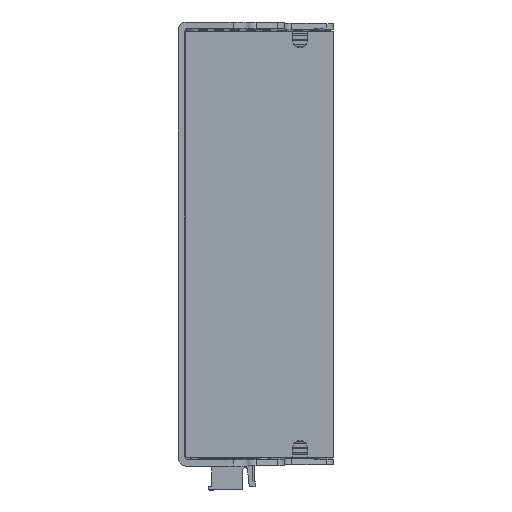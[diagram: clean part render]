
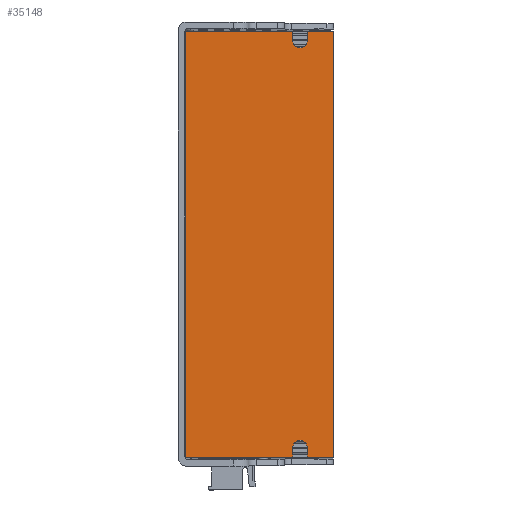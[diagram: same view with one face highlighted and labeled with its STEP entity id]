
A CAD part, left-side view. The second image highlights one B-rep face of the part: STEP entity #35148.
In plain terms, the highlighted planar face has unit normal (-1, 0, 0).
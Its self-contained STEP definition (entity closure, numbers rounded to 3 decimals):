
#284 = CARTESIAN_POINT ( 'NONE',  ( -175.009, -96.951, 15.835 ) ) ;
#444 = VECTOR ( 'NONE', #50784, 1000. ) ;
#545 = DIRECTION ( 'NONE',  ( 0., 0., 1. ) ) ;
#728 = LINE ( 'NONE', #284, #15248 ) ;
#1176 = VERTEX_POINT ( 'NONE', #38730 ) ;
#1785 = VECTOR ( 'NONE', #13322, 1000. ) ;
#2191 = DIRECTION ( 'NONE',  ( 0., 0., 1. ) ) ;
#2506 = DIRECTION ( 'NONE',  ( 0., 0., -1. ) ) ;
#3112 = EDGE_CURVE ( 'NONE', #12794, #1176, #54596, .T. ) ;
#3357 = LINE ( 'NONE', #30867, #59985 ) ;
#3714 = CARTESIAN_POINT ( 'NONE',  ( -175.009, -86.451, -112.915 ) ) ;
#3853 = VERTEX_POINT ( 'NONE', #31762 ) ;
#5246 = DIRECTION ( 'NONE',  ( -1., 0., 0. ) ) ;
#7279 = EDGE_CURVE ( 'NONE', #55080, #25043, #38368, .T. ) ;
#7443 = CARTESIAN_POINT ( 'NONE',  ( -175.009, -88.701, 15.835 ) ) ;
#8226 = VECTOR ( 'NONE', #50020, 1000. ) ;
#8445 = CARTESIAN_POINT ( 'NONE',  ( -175.009, -84.201, 12.835 ) ) ;
#9088 = CARTESIAN_POINT ( 'NONE',  ( -175.009, -84.201, 15.835 ) ) ;
#9192 = AXIS2_PLACEMENT_3D ( 'NONE', #30367, #68751, #35905 ) ;
#9550 = VECTOR ( 'NONE', #19191, 1000. ) ;
#11032 = LINE ( 'NONE', #53857, #67743 ) ;
#11641 = CARTESIAN_POINT ( 'NONE',  ( -175.009, -50.451, 15.835 ) ) ;
#12292 = VERTEX_POINT ( 'NONE', #52271 ) ;
#12393 = CARTESIAN_POINT ( 'NONE',  ( -175.009, -81.598, -118.165 ) ) ;
#12794 = VERTEX_POINT ( 'NONE', #3714 ) ;
#13322 = DIRECTION ( 'NONE',  ( 0., 0., -1. ) ) ;
#13498 = DIRECTION ( 'NONE',  ( -1., 0., 0. ) ) ;
#13514 = ORIENTED_EDGE ( 'NONE', *, *, #45945, .F. ) ;
#13750 = VECTOR ( 'NONE', #60002, 1000. ) ;
#14130 = LINE ( 'NONE', #38908, #28795 ) ;
#14166 = EDGE_CURVE ( 'NONE', #50131, #12794, #37890, .T. ) ;
#14457 = DIRECTION ( 'NONE',  ( 0., 1., 0. ) ) ;
#14965 = LINE ( 'NONE', #12393, #444 ) ;
#15248 = VECTOR ( 'NONE', #32927, 1000. ) ;
#15256 = CARTESIAN_POINT ( 'NONE',  ( -175.009, -88.701, -115.165 ) ) ;
#15282 = CARTESIAN_POINT ( 'NONE',  ( -175.009, -86.451, -115.165 ) ) ;
#16130 = CARTESIAN_POINT ( 'NONE',  ( -175.009, -84.201, -118.165 ) ) ;
#16278 = LINE ( 'NONE', #46215, #1785 ) ;
#19191 = DIRECTION ( 'NONE',  ( 0., 1., 0. ) ) ;
#19302 = EDGE_CURVE ( 'NONE', #68081, #3853, #3357, .T. ) ;
#22163 = ORIENTED_EDGE ( 'NONE', *, *, #64770, .F. ) ;
#22351 = VECTOR ( 'NONE', #70681, 1000. ) ;
#23026 = EDGE_CURVE ( 'NONE', #3853, #12292, #50247, .T. ) ;
#24376 = ORIENTED_EDGE ( 'NONE', *, *, #23026, .T. ) ;
#25043 = VERTEX_POINT ( 'NONE', #48198 ) ;
#25486 = CARTESIAN_POINT ( 'NONE',  ( -175.009, -86.451, 12.835 ) ) ;
#26127 = EDGE_CURVE ( 'NONE', #61713, #50131, #57606, .T. ) ;
#26511 = DIRECTION ( 'NONE',  ( 0., 0., -1. ) ) ;
#28795 = VECTOR ( 'NONE', #545, 1000. ) ;
#29120 = ORIENTED_EDGE ( 'NONE', *, *, #64346, .T. ) ;
#30367 = CARTESIAN_POINT ( 'NONE',  ( -175.009, -81.598, 15.835 ) ) ;
#30867 = CARTESIAN_POINT ( 'NONE',  ( -175.009, -81.598, 15.835 ) ) ;
#31000 = ORIENTED_EDGE ( 'NONE', *, *, #26127, .F. ) ;
#31633 = CARTESIAN_POINT ( 'NONE',  ( -175.009, -96.951, -118.165 ) ) ;
#31762 = CARTESIAN_POINT ( 'NONE',  ( -175.009, -50.451, 15.835 ) ) ;
#32927 = DIRECTION ( 'NONE',  ( 0., 0., -1. ) ) ;
#33499 = ORIENTED_EDGE ( 'NONE', *, *, #19302, .T. ) ;
#34031 = VERTEX_POINT ( 'NONE', #7443 ) ;
#35148 = ADVANCED_FACE ( 'NONE', ( #62326 ), #57244, .T. ) ;
#35472 = EDGE_CURVE ( 'NONE', #25043, #34031, #14130, .T. ) ;
#35905 = DIRECTION ( 'NONE',  ( 0., 0., 1. ) ) ;
#36557 = ORIENTED_EDGE ( 'NONE', *, *, #7279, .F. ) ;
#37890 = CIRCLE ( 'NONE', #57546, 2.25 ) ;
#38221 = VERTEX_POINT ( 'NONE', #31633 ) ;
#38368 = CIRCLE ( 'NONE', #70493, 2.25 ) ;
#38667 = LINE ( 'NONE', #48532, #22351 ) ;
#38730 = CARTESIAN_POINT ( 'NONE',  ( -175.009, -84.201, -115.165 ) ) ;
#38908 = CARTESIAN_POINT ( 'NONE',  ( -175.009, -88.701, 19.846 ) ) ;
#44326 = ORIENTED_EDGE ( 'NONE', *, *, #14166, .F. ) ;
#45072 = ORIENTED_EDGE ( 'NONE', *, *, #3112, .F. ) ;
#45099 = EDGE_CURVE ( 'NONE', #52469, #12292, #66273, .T. ) ;
#45705 = EDGE_LOOP ( 'NONE', ( #62895, #33499, #24376, #52277, #22163, #45072, #44326, #31000, #68118, #13514, #29120, #65856, #36557 ) ) ;
#45945 = EDGE_CURVE ( 'NONE', #58946, #38221, #728, .T. ) ;
#46215 = CARTESIAN_POINT ( 'NONE',  ( -175.009, -84.201, 19.846 ) ) ;
#46383 = CARTESIAN_POINT ( 'NONE',  ( -175.009, -86.451, -115.165 ) ) ;
#48198 = CARTESIAN_POINT ( 'NONE',  ( -175.009, -88.701, 12.835 ) ) ;
#48532 = CARTESIAN_POINT ( 'NONE',  ( -175.009, -81.598, 15.835 ) ) ;
#48729 = CARTESIAN_POINT ( 'NONE',  ( -175.009, -88.701, -122.176 ) ) ;
#50020 = DIRECTION ( 'NONE',  ( 0., 0., -1. ) ) ;
#50131 = VERTEX_POINT ( 'NONE', #15256 ) ;
#50247 = LINE ( 'NONE', #11641, #8226 ) ;
#50784 = DIRECTION ( 'NONE',  ( 0., 1., 0. ) ) ;
#51274 = CARTESIAN_POINT ( 'NONE',  ( -175.009, -88.701, -118.165 ) ) ;
#51918 = DIRECTION ( 'NONE',  ( 0., 0., -1. ) ) ;
#52271 = CARTESIAN_POINT ( 'NONE',  ( -175.009, -50.451, -118.165 ) ) ;
#52277 = ORIENTED_EDGE ( 'NONE', *, *, #45099, .F. ) ;
#52469 = VERTEX_POINT ( 'NONE', #16130 ) ;
#53857 = CARTESIAN_POINT ( 'NONE',  ( -175.009, -84.201, -122.176 ) ) ;
#54596 = CIRCLE ( 'NONE', #68598, 2.25 ) ;
#55080 = VERTEX_POINT ( 'NONE', #8445 ) ;
#55294 = DIRECTION ( 'NONE',  ( -1., 0., 0. ) ) ;
#57244 = PLANE ( 'NONE',  #9192 ) ;
#57539 = EDGE_CURVE ( 'NONE', #68081, #55080, #16278, .T. ) ;
#57546 = AXIS2_PLACEMENT_3D ( 'NONE', #46383, #13498, #51918 ) ;
#57606 = LINE ( 'NONE', #48729, #13750 ) ;
#57902 = CARTESIAN_POINT ( 'NONE',  ( -175.009, -81.598, -118.165 ) ) ;
#58946 = VERTEX_POINT ( 'NONE', #63127 ) ;
#59985 = VECTOR ( 'NONE', #14457, 1000. ) ;
#60002 = DIRECTION ( 'NONE',  ( 0., 0., 1. ) ) ;
#61713 = VERTEX_POINT ( 'NONE', #51274 ) ;
#62326 = FACE_OUTER_BOUND ( 'NONE', #45705, .T. ) ;
#62895 = ORIENTED_EDGE ( 'NONE', *, *, #57539, .F. ) ;
#63127 = CARTESIAN_POINT ( 'NONE',  ( -175.009, -96.951, 15.835 ) ) ;
#64346 = EDGE_CURVE ( 'NONE', #58946, #34031, #38667, .T. ) ;
#64770 = EDGE_CURVE ( 'NONE', #1176, #52469, #11032, .T. ) ;
#65741 = EDGE_CURVE ( 'NONE', #38221, #61713, #14965, .T. ) ;
#65856 = ORIENTED_EDGE ( 'NONE', *, *, #35472, .F. ) ;
#66273 = LINE ( 'NONE', #57902, #9550 ) ;
#67743 = VECTOR ( 'NONE', #26511, 1000. ) ;
#68081 = VERTEX_POINT ( 'NONE', #9088 ) ;
#68118 = ORIENTED_EDGE ( 'NONE', *, *, #65741, .F. ) ;
#68598 = AXIS2_PLACEMENT_3D ( 'NONE', #15282, #5246, #2506 ) ;
#68751 = DIRECTION ( 'NONE',  ( -1., 0., 0. ) ) ;
#70493 = AXIS2_PLACEMENT_3D ( 'NONE', #25486, #55294, #2191 ) ;
#70681 = DIRECTION ( 'NONE',  ( 0., 1., 0. ) ) ;
